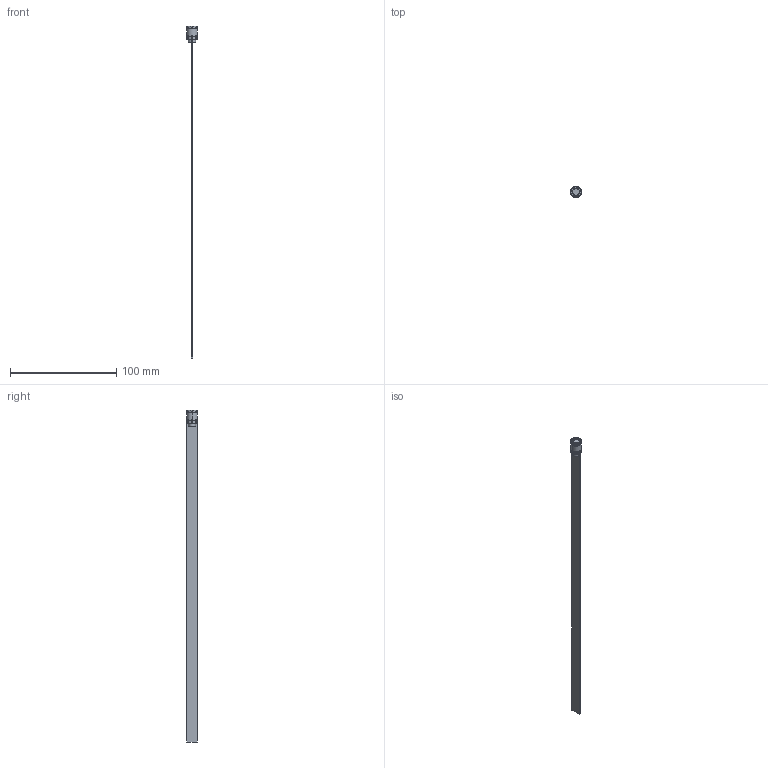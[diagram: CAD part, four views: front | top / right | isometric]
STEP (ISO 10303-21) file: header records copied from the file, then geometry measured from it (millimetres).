
FILE_DESCRIPTION (( 'STEP AP203' ), '1' );
FILE_NAME ('0ae0.STEP', '2023-09-26T20:53:04', ( '' ), ( '' ), 'SwSTEP 2.0', 'SolidWorks 2019', '' );
FILE_SCHEMA (( 'CONFIG_CONTROL_DESIGN' ));
Length unit declared in the file: millimetre
Products named in the file (1): 0ae0
Bounding box: 11 x 11 x 312.5 mm (x, y, z)
Volume: 4124.8 mm3; surface area: 7628.7 mm2
Topology: 3 solids, 3 shells, 88 faces, 197 edges, 121 vertices
Faces by surface type: plane 40, cylinder 23, torus 14, cone 11
Entity records: 2581 total; most frequent: CARTESIAN_POINT 503, DIRECTION 450, ORIENTED_EDGE 394, EDGE_CURVE 197, AXIS2_PLACEMENT_3D 180, VERTEX_POINT 121, EDGE_LOOP 94, CIRCLE 91
